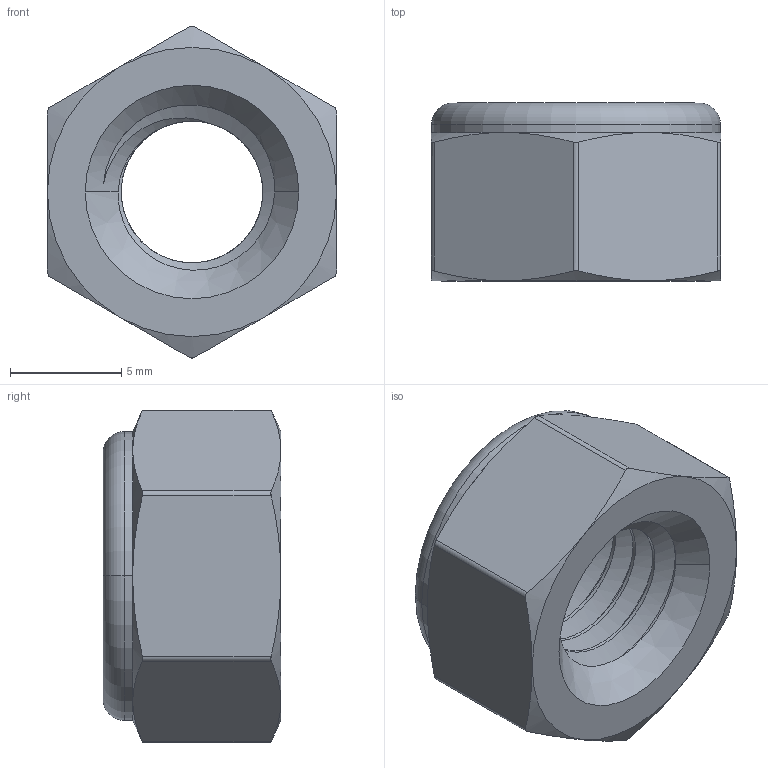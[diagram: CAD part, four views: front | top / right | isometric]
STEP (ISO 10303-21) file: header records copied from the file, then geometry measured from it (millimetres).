
FILE_DESCRIPTION (( 'STEP AP203' ), '1' );
FILE_NAME ('94645A210_High-Strength Steel Nylon-Insert Locknut.STEP', '2023-01-13T15:57:59', ( 'Administrator' ), ( 'Managed by Terraform' ), 'SwSTEP 2.0', 'SolidWorks 2017', '' );
FILE_SCHEMA (( 'CONFIG_CONTROL_DESIGN' ));
Length unit declared in the file: millimetre
Products named in the file (1): 94645A210_High-Strength Steel Nylon-Insert Locknut
Bounding box: 13 x 8 x 14.93 mm (x, y, z)
Volume: 786.5 mm3; surface area: 928.3 mm2
Topology: 2 solids, 2 shells, 55 faces, 135 edges, 84 vertices
Faces by surface type: cylinder 26, cone 14, plane 10, bspline 3, torus 2
Entity records: 2857 total; most frequent: CARTESIAN_POINT 1624, ORIENTED_EDGE 270, DIRECTION 205, EDGE_CURVE 135, AXIS2_PLACEMENT_3D 86, VERTEX_POINT 84, EDGE_LOOP 59, ADVANCED_FACE 55
